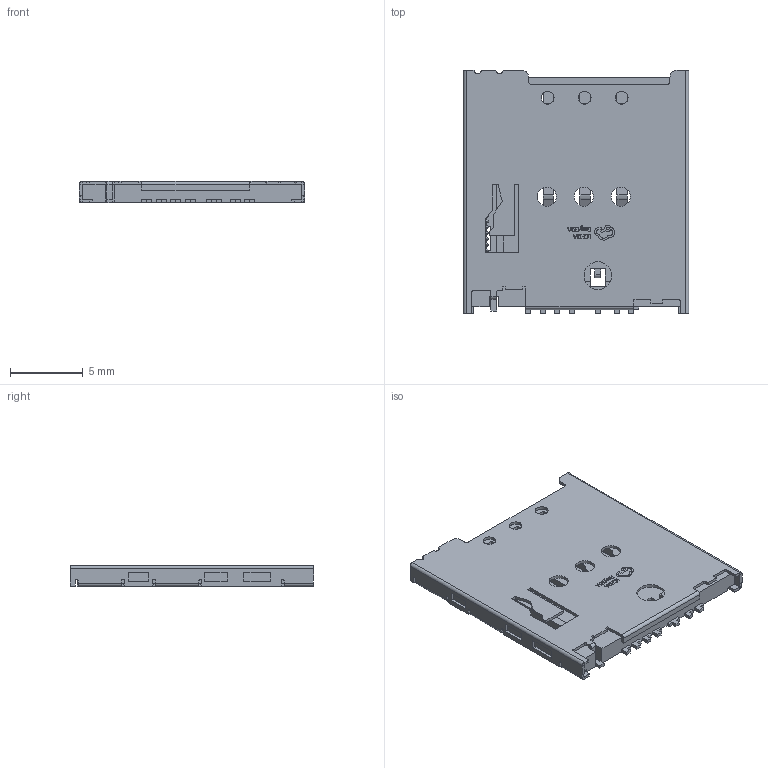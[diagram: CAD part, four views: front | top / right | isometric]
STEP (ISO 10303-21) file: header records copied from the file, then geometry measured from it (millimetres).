
FILE_DESCRIPTION (( 'STEP AP214' ), '1' );
FILE_NAME ('SIM-SMD_503960-0696.step', '2022-07-12T15:20:24', ( '' ), ( '' ), 'SwSTEP 2.0', 'SolidWorks 2020', '' );
FILE_SCHEMA (( 'AUTOMOTIVE_DESIGN' ));
Length unit declared in the file: millimetre
Products named in the file (1): SIM-SMD_503960-0696
Bounding box: 15.5 x 16.75 x 1.45 mm (x, y, z)
Volume: 188.9 mm3; surface area: 1204.7 mm2
Topology: 4 solids, 4 shells, 846 faces, 2322 edges, 1520 vertices
Faces by surface type: plane 619, bspline 114, cylinder 113
Entity records: 43905 total; most frequent: CARTESIAN_POINT 13583, ORIENTED_EDGE 4642, DIRECTION 3785, EDGE_CURVE 2321, VECTOR 1859, LINE 1859, VERTEX_POINT 1518, AXIS2_PLACEMENT_3D 963
